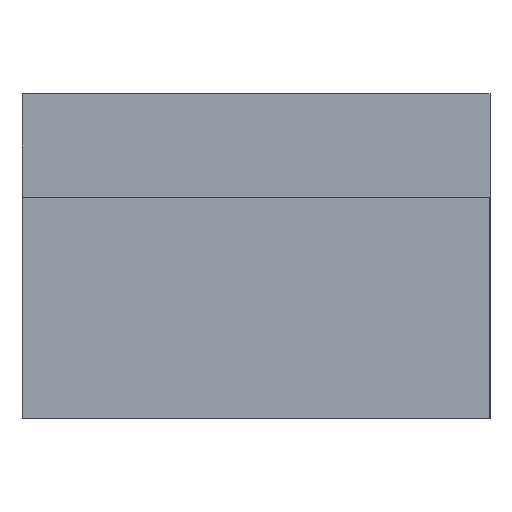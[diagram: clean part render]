
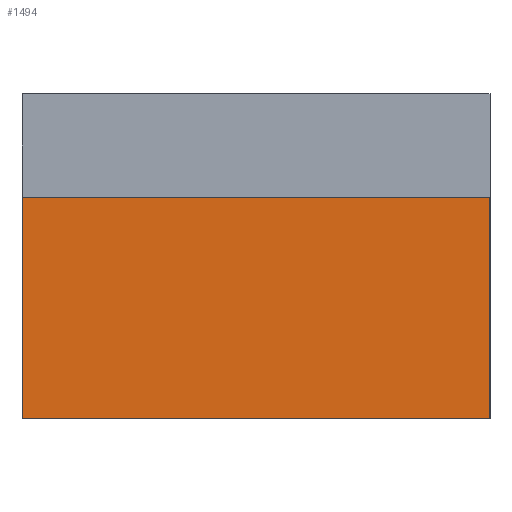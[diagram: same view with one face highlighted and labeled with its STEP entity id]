
A CAD part, left-side view. The second image highlights one B-rep face of the part: STEP entity #1494.
In plain terms, the highlighted planar face has unit normal (-1, 0, 0).
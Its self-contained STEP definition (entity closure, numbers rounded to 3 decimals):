
#95=FACE_OUTER_BOUND('',#196,.T.);
#196=EDGE_LOOP('',(#1214,#1215,#1216,#1217));
#236=LINE('',#2052,#431);
#243=LINE('',#2065,#438);
#298=LINE('',#2177,#493);
#343=LINE('',#2267,#538);
#431=VECTOR('',#1658,10.);
#438=VECTOR('',#1667,10.);
#493=VECTOR('',#1760,10.);
#538=VECTOR('',#1847,10.);
#625=VERTEX_POINT('',#2049);
#626=VERTEX_POINT('',#2051);
#631=VERTEX_POINT('',#2063);
#669=VERTEX_POINT('',#2176);
#752=EDGE_CURVE('',#625,#626,#236,.T.);
#759=EDGE_CURVE('',#631,#625,#243,.T.);
#815=EDGE_CURVE('',#626,#669,#298,.T.);
#862=EDGE_CURVE('',#631,#669,#343,.T.);
#1214=ORIENTED_EDGE('',*,*,#759,.F.);
#1215=ORIENTED_EDGE('',*,*,#862,.T.);
#1216=ORIENTED_EDGE('',*,*,#815,.F.);
#1217=ORIENTED_EDGE('',*,*,#752,.F.);
#1403=PLANE('',#1612);
#1494=ADVANCED_FACE('',(#95),#1403,.T.);
#1612=AXIS2_PLACEMENT_3D('',#2312,#1902,#1903);
#1658=DIRECTION('',(0.,0.,1.));
#1667=DIRECTION('',(0.,1.,0.));
#1760=DIRECTION('',(0.,-1.,0.));
#1847=DIRECTION('',(0.,0.,1.));
#1902=DIRECTION('center_axis',(-1.,0.,0.));
#1903=DIRECTION('ref_axis',(0.,-1.,0.));
#2049=CARTESIAN_POINT('',(0.,18.,0.));
#2051=CARTESIAN_POINT('',(0.,18.,8.5));
#2052=CARTESIAN_POINT('',(0.,18.,0.));
#2063=CARTESIAN_POINT('',(0.,0.,0.));
#2065=CARTESIAN_POINT('',(0.,0.,0.));
#2176=CARTESIAN_POINT('',(0.,0.,8.5));
#2177=CARTESIAN_POINT('',(0.,0.,8.5));
#2267=CARTESIAN_POINT('',(0.,0.,0.));
#2312=CARTESIAN_POINT('Origin',(0.,18.,0.));
